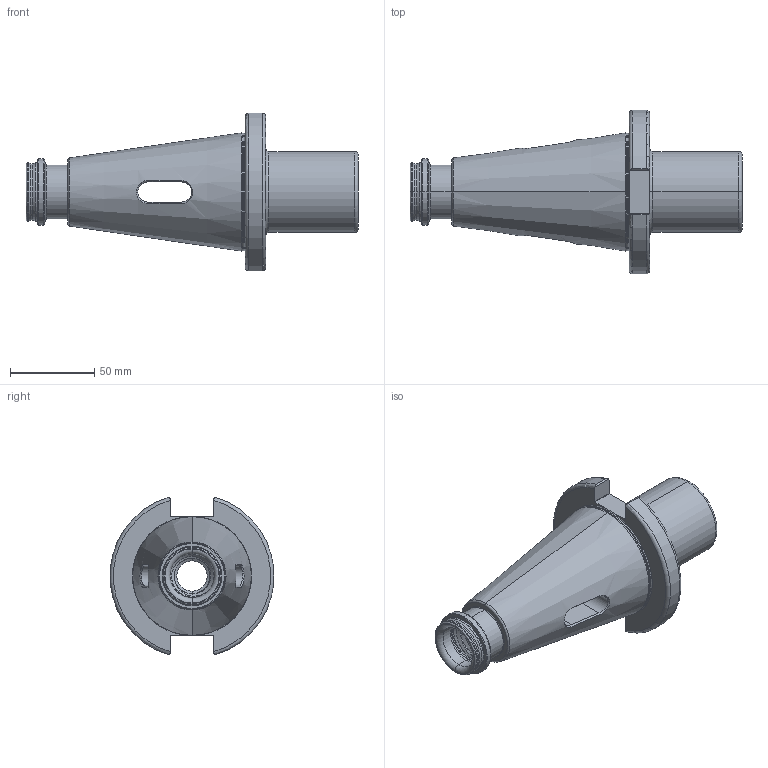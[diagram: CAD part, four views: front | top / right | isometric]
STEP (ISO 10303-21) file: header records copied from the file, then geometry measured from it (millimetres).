
FILE_DESCRIPTION (( 'STEP AP203' ), '1' );
FILE_NAME ('501.07.04.STEP', '2016-10-25T03:01:01', ( '' ), ( '' ), 'SwSTEP 2.0', 'SolidWorks 2012', '' );
FILE_SCHEMA (( 'CONFIG_CONTROL_DESIGN' ));
Length unit declared in the file: millimetre
Products named in the file (1): 501.07.04
Bounding box: 196.8 x 96.94 x 93.38 mm (x, y, z)
Volume: 345908.9 mm3; surface area: 62489.2 mm2
Topology: 1 solids, 1 shells, 146 faces, 360 edges, 217 vertices
Faces by surface type: cylinder 54, torus 39, plane 24, cone 19, bspline 10
Entity records: 8760 total; most frequent: CARTESIAN_POINT 5405, ORIENTED_EDGE 720, DIRECTION 672, EDGE_CURVE 360, AXIS2_PLACEMENT_3D 278, VERTEX_POINT 217, EDGE_LOOP 153, FACE_OUTER_BOUND 146
